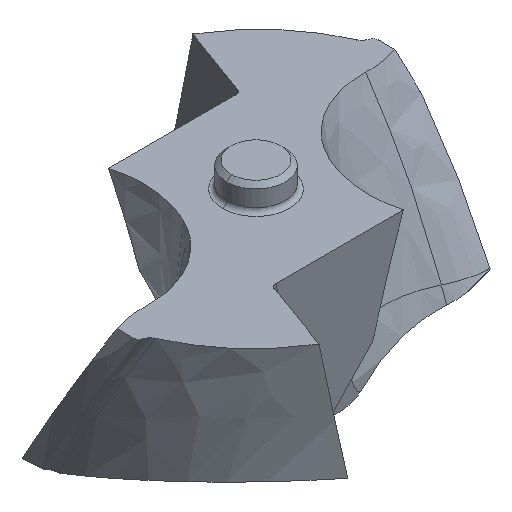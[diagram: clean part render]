
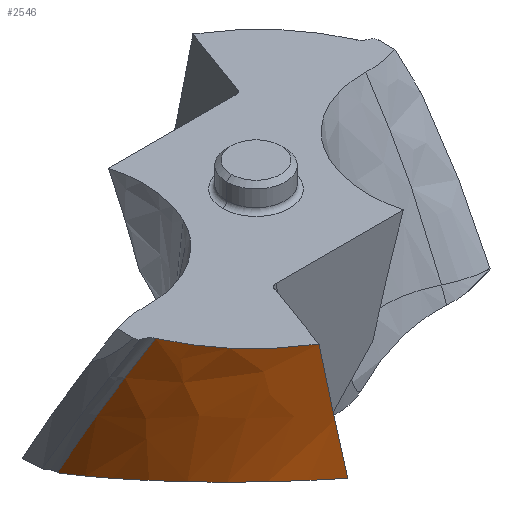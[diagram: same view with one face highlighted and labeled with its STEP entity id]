
A CAD part, isometric view. The second image highlights one B-rep face of the part: STEP entity #2546.
In plain terms, the highlighted free-form (B-spline) face has degree [3, 3] with [7, 5] control points.
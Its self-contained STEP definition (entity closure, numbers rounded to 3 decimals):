
#166=CARTESIAN_POINT('',(-3.481,-5.616,
0.));
#167=CARTESIAN_POINT('',(-3.958,-5.33,
0.));
#168=CARTESIAN_POINT('',(-5.008,-4.502,
0.));
#169=CARTESIAN_POINT('',(-5.767,-3.388,
0.));
#170=CARTESIAN_POINT('',(-6.082,-2.685,
0.));
#760=CARTESIAN_POINT('',(-6.65,0.075,
-5.021));
#778=CARTESIAN_POINT('',(-2.83,-5.942,
-4.1));
#779=CARTESIAN_POINT('',(-3.012,-5.858,
-4.067));
#780=CARTESIAN_POINT('',(-3.363,-5.675,
-4.01));
#781=CARTESIAN_POINT('',(-3.838,-5.374,
-3.953));
#782=CARTESIAN_POINT('',(-4.295,-5.029,
-3.921));
#783=CARTESIAN_POINT('',(-4.712,-4.652,
-3.915));
#784=CARTESIAN_POINT('',(-5.099,-4.238,
-3.934));
#785=CARTESIAN_POINT('',(-5.455,-3.783,
-3.981));
#786=CARTESIAN_POINT('',(-5.759,-3.314,
-4.052));
#787=CARTESIAN_POINT('',(-6.024,-2.819,
-4.147));
#788=CARTESIAN_POINT('',(-6.25,-2.285,
-4.272));
#789=CARTESIAN_POINT('',(-6.422,-1.758,
-4.414));
#790=CARTESIAN_POINT('',(-6.557,-1.165,
-4.594));
#791=CARTESIAN_POINT('',(-6.631,-0.617,
-4.78));
#792=CARTESIAN_POINT('',(-6.651,-0.209,
-4.93));
#793=CARTESIAN_POINT('',(-6.65,0.,
-5.011));
#795=CARTESIAN_POINT('',(-6.65,0.,
-5.011));
#796=CARTESIAN_POINT('',(-6.65,0.008,
-5.012));
#797=CARTESIAN_POINT('',(-6.65,0.025,
-5.015));
#798=CARTESIAN_POINT('',(-6.65,0.05,
-5.018));
#799=CARTESIAN_POINT('',(-6.65,0.067,
-5.02));
#800=CARTESIAN_POINT('',(-6.65,0.075,
-5.021));
#802=CARTESIAN_POINT('',(-6.65,0.075,
-5.021));
#803=CARTESIAN_POINT('',(-6.66,-0.463,
-4.037));
#804=CARTESIAN_POINT('',(-6.556,-1.399,
-2.363));
#805=CARTESIAN_POINT('',(-6.244,-2.316,
-0.69));
#806=CARTESIAN_POINT('',(-6.082,-2.685,
0.));
#808=CARTESIAN_POINT('',(-3.481,-5.616,
0.));
#809=CARTESIAN_POINT('',(-3.429,-5.634,
-0.31));
#810=CARTESIAN_POINT('',(-3.331,-5.667,
-0.897));
#811=CARTESIAN_POINT('',(-3.202,-5.717,
-1.678));
#812=CARTESIAN_POINT('',(-3.092,-5.768,
-2.364));
#813=CARTESIAN_POINT('',(-2.996,-5.822,
-2.983));
#814=CARTESIAN_POINT('',(-2.909,-5.879,
-3.558));
#815=CARTESIAN_POINT('',(-2.856,-5.921,
-3.923));
#816=CARTESIAN_POINT('',(-2.83,-5.942,
-4.1));
#968=CARTESIAN_POINT('',(-3.481,-5.616,
0.));
#969=VERTEX_POINT('',#968);
#970=VERTEX_POINT('',#170);
#1001=CARTESIAN_POINT('',(-6.65,0.,
-5.011));
#1002=VERTEX_POINT('',#1001);
#1003=VERTEX_POINT('',#778);
#1018=VERTEX_POINT('',#760);
#2502=CARTESIAN_POINT('',(-3.114,-5.871,
-5.072));
#2503=CARTESIAN_POINT('',(-2.713,-6.,
-4.071));
#2504=CARTESIAN_POINT('',(-1.904,-6.24,
-2.364));
#2505=CARTESIAN_POINT('',(-0.879,-6.462,
-0.658));
#2506=CARTESIAN_POINT('',(-0.42,-6.544,
0.048));
#2507=CARTESIAN_POINT('',(-3.187,-5.832,
-5.072));
#2508=CARTESIAN_POINT('',(-2.788,-5.968,
-4.071));
#2509=CARTESIAN_POINT('',(-1.982,-6.22,
-2.364));
#2510=CARTESIAN_POINT('',(-0.96,-6.453,
-0.658));
#2511=CARTESIAN_POINT('',(-0.502,-6.54,
0.048));
#2512=CARTESIAN_POINT('',(-3.946,-5.413,
-5.072));
#2513=CARTESIAN_POINT('',(-3.565,-5.62,
-4.071));
#2514=CARTESIAN_POINT('',(-2.789,-5.993,
-2.364));
#2515=CARTESIAN_POINT('',(-1.798,-6.348,
-0.658));
#2516=CARTESIAN_POINT('',(-1.352,-6.485,
0.048));
#2517=CARTESIAN_POINT('',(-5.227,-4.331,
-5.072));
#2518=CARTESIAN_POINT('',(-4.907,-4.667,
-4.071));
#2519=CARTESIAN_POINT('',(-4.236,-5.259,
-2.364));
#2520=CARTESIAN_POINT('',(-3.349,-5.832,
-0.658));
#2521=CARTESIAN_POINT('',(-2.946,-6.06,
0.048));
#2522=CARTESIAN_POINT('',(-6.417,-2.232,
-5.072));
#2523=CARTESIAN_POINT('',(-6.244,-2.71,
-4.071));
#2524=CARTESIAN_POINT('',(-5.822,-3.546,
-2.364));
#2525=CARTESIAN_POINT('',(-5.184,-4.363,
-0.658));
#2526=CARTESIAN_POINT('',(-4.885,-4.691,
0.048));
#2527=CARTESIAN_POINT('',(-6.669,-0.633,
-5.072));
#2528=CARTESIAN_POINT('',(-6.621,-1.167,
-4.071));
#2529=CARTESIAN_POINT('',(-6.414,-2.096,
-2.364));
#2530=CARTESIAN_POINT('',(-5.99,-3.006,
-0.658));
#2531=CARTESIAN_POINT('',(-5.78,-3.373,
0.048));
#2532=CARTESIAN_POINT('',(-6.648,0.174,
-5.072));
#2533=CARTESIAN_POINT('',(-6.667,-0.374,
-4.071));
#2534=CARTESIAN_POINT('',(-6.573,-1.331,
-2.364));
#2535=CARTESIAN_POINT('',(-6.263,-2.268,
-0.658));
#2536=CARTESIAN_POINT('',(-6.099,-2.646,
0.048));
#2537=B_SPLINE_SURFACE_WITH_KNOTS('',3,3,((#2502,#2503,#2504,#2505,#2506),
(#2507,#2508,#2509,#2510,#2511),(#2512,#2513,#2514,#2515,#2516),(#2517,#2518,
#2519,#2520,#2521),(#2522,#2523,#2524,#2525,#2526),(#2527,#2528,#2529,#2530,
#2531),(#2532,#2533,#2534,#2535,#2536)),.UNSPECIFIED.,.F.,.F.,.F.,(4,1,1,1,4),
(4,1,4),(0.224,0.25,0.5,0.75,1.008),(
0.067,3.534,5.978),.UNSPECIFIED.);
#2538=ORIENTED_EDGE('',*,*,#1712,.T.);
#2539=ORIENTED_EDGE('',*,*,#1756,.T.);
#2540=ORIENTED_EDGE('',*,*,#2490,.T.);
#2541=ORIENTED_EDGE('',*,*,#1307,.F.);
#2543=ORIENTED_EDGE('',*,*,#2542,.T.);
#2544=EDGE_LOOP('',(#2538,#2539,#2540,#2541,#2543));
#2545=FACE_OUTER_BOUND('',#2544,.F.);
#171=B_SPLINE_CURVE_WITH_KNOTS('',3,(#166,#167,#168,#169,#170),.UNSPECIFIED.,
.F.,.F.,(4,1,4),(0.,0.419,1.),.UNSPECIFIED.);
#794=B_SPLINE_CURVE_WITH_KNOTS('',3,(#778,#779,#780,#781,#782,#783,#784,#785,
#786,#787,#788,#789,#790,#791,#792,#793),.UNSPECIFIED.,.F.,.F.,(4,1,1,1,1,1,1,1,
1,1,1,1,1,4),(0.,0.077,0.154,0.231,
0.308,0.385,0.462,0.538,
0.615,0.692,0.769,0.846,
0.923,1.),.UNSPECIFIED.);
#801=B_SPLINE_CURVE_WITH_KNOTS('',3,(#795,#796,#797,#798,#799,#800),
.UNSPECIFIED.,.F.,.F.,(4,1,1,4),(0.,0.333,0.667,1.),
.UNSPECIFIED.);
#807=B_SPLINE_CURVE_WITH_KNOTS('',3,(#802,#803,#804,#805,#806),.UNSPECIFIED.,
.F.,.F.,(4,1,4),(0.,0.588,1.),.UNSPECIFIED.);
#817=B_SPLINE_CURVE_WITH_KNOTS('',3,(#808,#809,#810,#811,#812,#813,#814,#815,
#816),.UNSPECIFIED.,.F.,.F.,(4,1,1,1,1,1,4),(0.,0.167,
0.333,0.5,0.667,0.833,1.),
.UNSPECIFIED.);
#1307=EDGE_CURVE('',#969,#970,#171,.T.);
#1712=EDGE_CURVE('',#1003,#1002,#794,.T.);
#1756=EDGE_CURVE('',#1002,#1018,#801,.T.);
#2490=EDGE_CURVE('',#1018,#970,#807,.T.);
#2542=EDGE_CURVE('',#969,#1003,#817,.T.);
#2546=ADVANCED_FACE('',(#2545),#2537,.F.);
